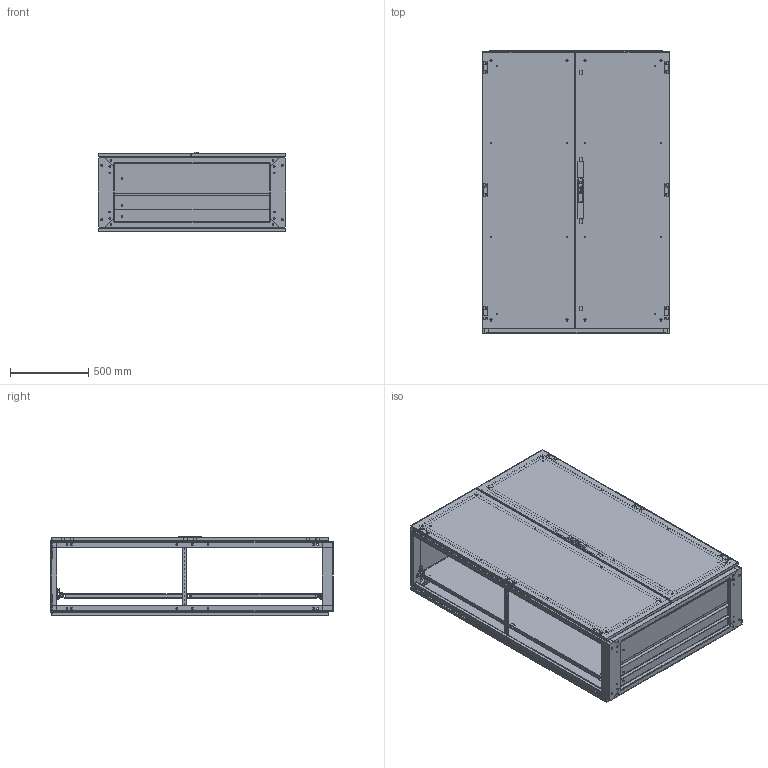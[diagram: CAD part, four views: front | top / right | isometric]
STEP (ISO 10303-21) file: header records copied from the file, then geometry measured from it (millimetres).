
FILE_DESCRIPTION (( 'STEP AP214' ), '1' );
FILE_NAME ('0395-1218-50-17.STEP', '2014-12-02T15:10:00', ( '' ), ( '' ), 'SwSTEP 2.0', 'SolidWorks 2014', '' );
FILE_SCHEMA (( 'AUTOMOTIVE_DESIGN' ));
Length unit declared in the file: millimetre
Products named in the file (20): Schrankgrundgestell 0395 (Modell) B 1200 H 1800 T 500; Strebe rechts vorne-hinten 0395 (Modell) H 1800; Tuere LP 0395 (Modell) B 1200 H 1800; Tuere GG 0395 (Modell) B 1200 H 1800; Strebe links vorne-hinten 0395 (Modell) H 1800; Montageplatte kpl 0348 (Modell) B 1200 H 1800; Dach 0395 (Modell) B 1200 T 500; Arretierwinkel kpl rechts (Modell) 1200; Bodenblech 0395 (Modell) B 1200 T 500; Arretierwinkel kpl links (Modell) 1200; Rasthalterung kpl rechts (Modell) 1200; 0395-1218-50-17; Rasthalterung kpl links (Modell) 1200; Montageplatte 0348 (Modell) B 1200 H 1800; Tiefenstrebe 0396 (Modell) T 500; Bodenplatte vorne 0395 (Modell) B 1200 T 500; Bodenplatte mitte 0395 (Modell) B 1200 T 500; Bodenplatte hinten 0395 (Modell) B 1200; Rueckwand 0395 (Modell) B 1200 H 1800; Dachplatte 0395 (Modell) B 1200 T 500
Assembly tree (22 placements, depth 3):
  0395-1218-50-17
    Schrankgrundgestell 0395 (Modell) B 1200 H 1800 T 500
      Bodenblech 0395 (Modell) B 1200 T 500
      Dach 0395 (Modell) B 1200 T 500
      Strebe links vorne-hinten 0395 (Modell) H 1800  x2
      Strebe rechts vorne-hinten 0395 (Modell) H 1800  x2
    Dachplatte 0395 (Modell) B 1200 T 500
    Rueckwand 0395 (Modell) B 1200 H 1800
    Bodenplatte hinten 0395 (Modell) B 1200
    Bodenplatte mitte 0395 (Modell) B 1200 T 500
    Bodenplatte vorne 0395 (Modell) B 1200 T 500
    Tiefenstrebe 0396 (Modell) T 500  x2
    Montageplatte kpl 0348 (Modell) B 1200 H 1800
      Montageplatte 0348 (Modell) B 1200 H 1800
      Rasthalterung kpl links (Modell) 1200
      Rasthalterung kpl rechts (Modell) 1200
      Arretierwinkel kpl links (Modell) 1200
      Arretierwinkel kpl rechts (Modell) 1200
    Tuere GG 0395 (Modell) B 1200 H 1800
    Tuere LP 0395 (Modell) B 1200 H 1800
Bounding box: 1200 x 1807.6 x 508.5 mm (x, y, z)
Volume: 22157109.9 mm3; surface area: 21123842.5 mm2
Topology: 36 solids, 38 shells, 3957 faces, 10555 edges, 6980 vertices
Faces by surface type: plane 2028, cylinder 1809, cone 120
Entity records: 150019 total; most frequent: DIRECTION 20907, CARTESIAN_POINT 20816, ORIENTED_EDGE 19876, EDGE_CURVE 9938, AXIS2_PLACEMENT_3D 7353, VERTEX_POINT 6570, LINE 6201, VECTOR 6201
